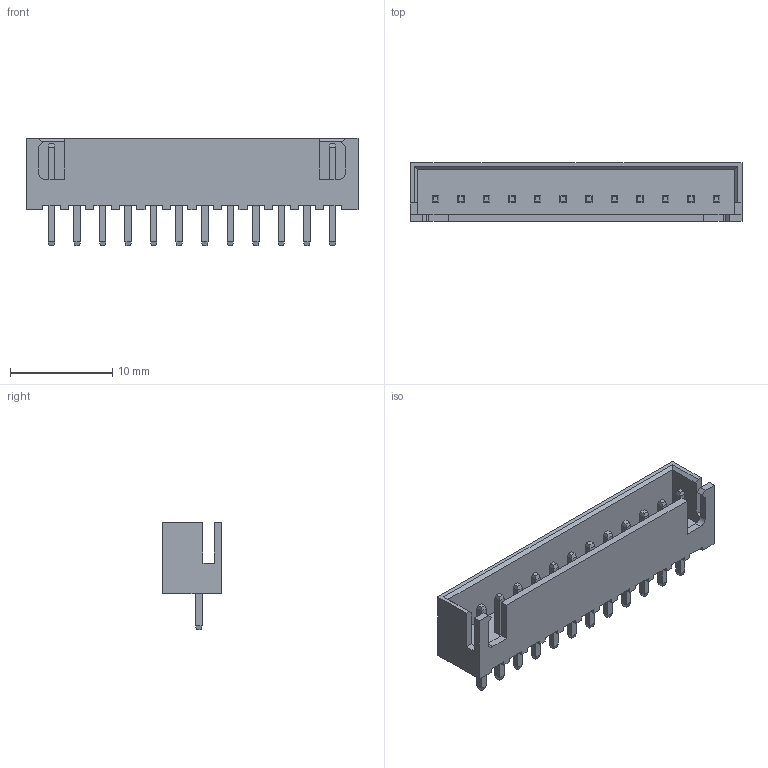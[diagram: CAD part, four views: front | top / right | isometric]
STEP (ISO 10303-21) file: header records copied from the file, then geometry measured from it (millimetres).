
FILE_DESCRIPTION (( 'STEP AP214' ), '1' );
FILE_NAME ('6B7DDCA8-A3B3-49C3-8075-3304EEB26EBA.STEP', '2025-01-01T19:39:29', ( '' ), ( '' ), 'SwSTEP 2.0', 'SolidWorks 2022', '' );
FILE_SCHEMA (( 'AUTOMOTIVE_DESIGN' ));
Length unit declared in the file: millimetre
Products named in the file (1): 6B7DDCA8-A3B3-49C3-8075-3304EEB26EBA
Bounding box: 32.5 x 5.75 x 10.5 mm (x, y, z)
Volume: 603.5 mm3; surface area: 1511.8 mm2
Topology: 1 solids, 1 shells, 297 faces, 715 edges, 444 vertices
Faces by surface type: plane 295, cylinder 2
Entity records: 9254 total; most frequent: CARTESIAN_POINT 1457, ORIENTED_EDGE 1430, DIRECTION 1315, EDGE_CURVE 715, LINE 711, VECTOR 711, VERTEX_POINT 444, EDGE_LOOP 321
